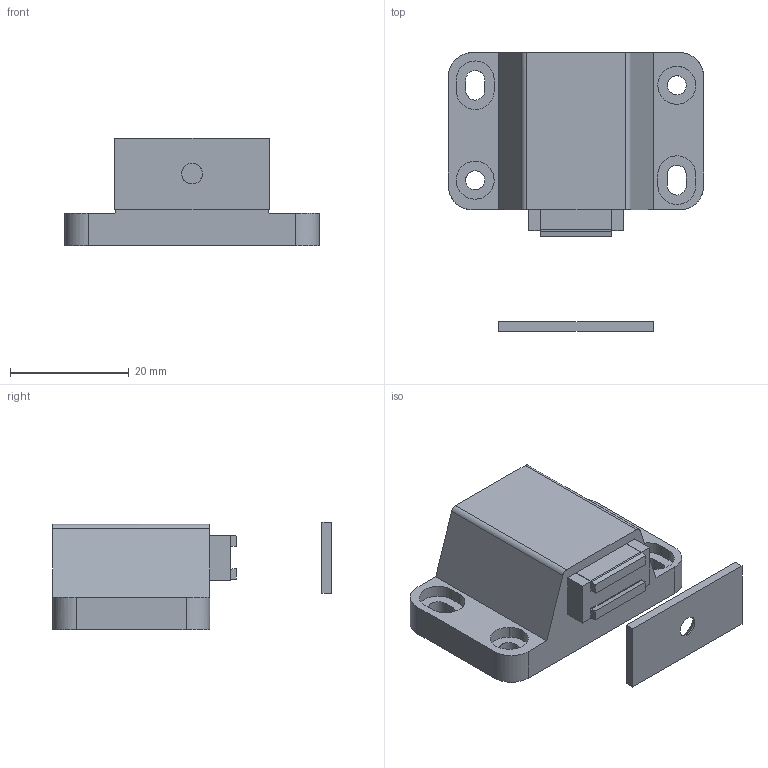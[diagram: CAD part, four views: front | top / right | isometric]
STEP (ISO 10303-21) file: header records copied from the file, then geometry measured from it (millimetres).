
FILE_DESCRIPTION((''),'2;1');
FILE_NAME('','2009-10-19T13:18:33',(''),(''),'','CADfix','');
FILE_SCHEMA(('AUTOMOTIVE_DESIGN { 1 0 10303 214 1 1 1 1 }'));
Length unit declared in the file: millimetre
Bounding box: 43 x 47.02 x 18.2 mm (x, y, z)
Volume: 12680.4 mm3; surface area: 11607.9 mm2
Topology: 6 solids, 6 shells, 138 faces, 408 edges, 292 vertices
Faces by surface type: bspline 138
Entity records: 5240 total; most frequent: CARTESIAN_POINT 2663, ORIENTED_EDGE 816, EDGE_CURVE 408, VERTEX_POINT 292, QUASI_UNIFORM_CURVE 284, EDGE_LOOP 158, FACE_OUTER_BOUND 138, ADVANCED_FACE 138
